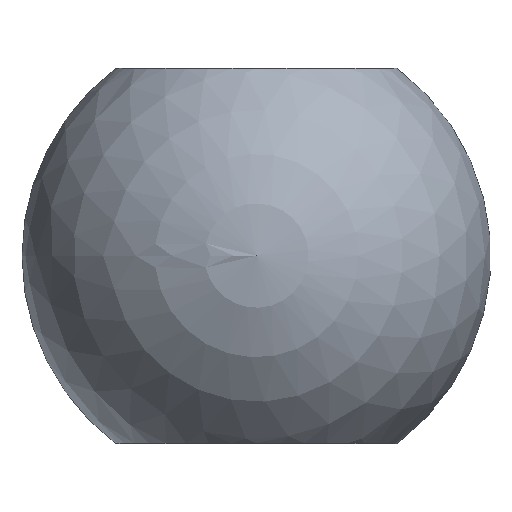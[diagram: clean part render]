
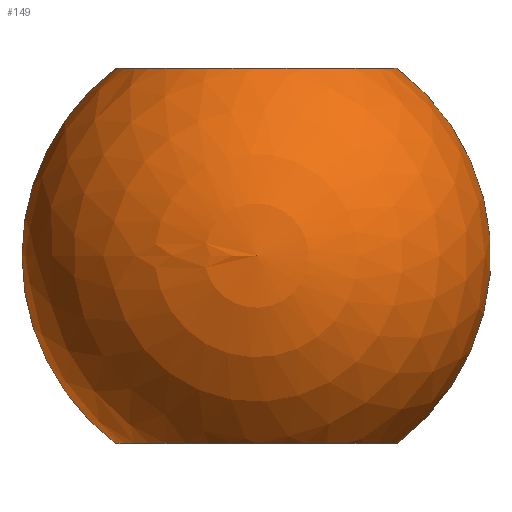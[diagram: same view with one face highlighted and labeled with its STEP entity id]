
A CAD part, top view. The second image highlights one B-rep face of the part: STEP entity #149.
In plain terms, the highlighted spherical face has radius 5 mm.
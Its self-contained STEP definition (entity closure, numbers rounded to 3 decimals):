
#11 = VERTEX_POINT ( 'NONE', #77 ) ;
#13 = AXIS2_PLACEMENT_3D ( 'NONE', #197, #199, #23 ) ;
#19 = ORIENTED_EDGE ( 'NONE', *, *, #165, .T. ) ;
#20 = DIRECTION ( 'NONE',  ( -1., 0., 0. ) ) ;
#22 = SPHERICAL_SURFACE ( 'NONE', #75, 5. ) ;
#23 = DIRECTION ( 'NONE',  ( 0., 0., 1. ) ) ;
#34 = CARTESIAN_POINT ( 'NONE',  ( -30.5, 8., 0. ) ) ;
#36 = DIRECTION ( 'NONE',  ( 0., 0., 1. ) ) ;
#39 = DIRECTION ( 'NONE',  ( -1., 0., 0. ) ) ;
#51 = EDGE_CURVE ( 'NONE', #11, #57, #198, .T. ) ;
#57 = VERTEX_POINT ( 'NONE', #95 ) ;
#59 = VERTEX_POINT ( 'NONE', #117 ) ;
#60 = EDGE_CURVE ( 'NONE', #59, #129, #182, .T. ) ;
#75 = AXIS2_PLACEMENT_3D ( 'NONE', #98, #175, #39 ) ;
#77 = CARTESIAN_POINT ( 'NONE',  ( -24.5, 0., 0. ) ) ;
#81 = DIRECTION ( 'NONE',  ( 0., 0., -1. ) ) ;
#91 = AXIS2_PLACEMENT_3D ( 'NONE', #133, #36, #99 ) ;
#95 = CARTESIAN_POINT ( 'NONE',  ( -24.5, 8., 0. ) ) ;
#96 = AXIS2_PLACEMENT_3D ( 'NONE', #116, #81, #20 ) ;
#98 = CARTESIAN_POINT ( 'NONE',  ( -27.5, 4., 0. ) ) ;
#99 = DIRECTION ( 'NONE',  ( 1., 0., 0. ) ) ;
#102 = CIRCLE ( 'NONE', #13, 3. ) ;
#106 = EDGE_CURVE ( 'NONE', #129, #57, #174, .T. ) ;
#109 = AXIS2_PLACEMENT_3D ( 'NONE', #194, #232, #172 ) ;
#116 = CARTESIAN_POINT ( 'NONE',  ( -27.5, 4., 0. ) ) ;
#117 = CARTESIAN_POINT ( 'NONE',  ( -30.5, 0., 0. ) ) ;
#129 = VERTEX_POINT ( 'NONE', #34 ) ;
#133 = CARTESIAN_POINT ( 'NONE',  ( -27.5, 4., 0. ) ) ;
#136 = FACE_OUTER_BOUND ( 'NONE', #205, .T. ) ;
#149 = ADVANCED_FACE ( 'NONE', ( #136 ), #22, .T. ) ;
#152 = ORIENTED_EDGE ( 'NONE', *, *, #106, .F. ) ;
#165 = EDGE_CURVE ( 'NONE', #59, #11, #102, .T. ) ;
#167 = ORIENTED_EDGE ( 'NONE', *, *, #60, .F. ) ;
#172 = DIRECTION ( 'NONE',  ( 0., 0., 1. ) ) ;
#174 = CIRCLE ( 'NONE', #109, 3. ) ;
#175 = DIRECTION ( 'NONE',  ( 0., 0., 1. ) ) ;
#182 = CIRCLE ( 'NONE', #96, 5. ) ;
#194 = CARTESIAN_POINT ( 'NONE',  ( -27.5, 8., 0. ) ) ;
#197 = CARTESIAN_POINT ( 'NONE',  ( -27.5, 0., 0. ) ) ;
#198 = CIRCLE ( 'NONE', #91, 5. ) ;
#199 = DIRECTION ( 'NONE',  ( 0., 1., 0. ) ) ;
#205 = EDGE_LOOP ( 'NONE', ( #19, #233, #152, #167 ) ) ;
#232 = DIRECTION ( 'NONE',  ( 0., 1., 0. ) ) ;
#233 = ORIENTED_EDGE ( 'NONE', *, *, #51, .T. ) ;
